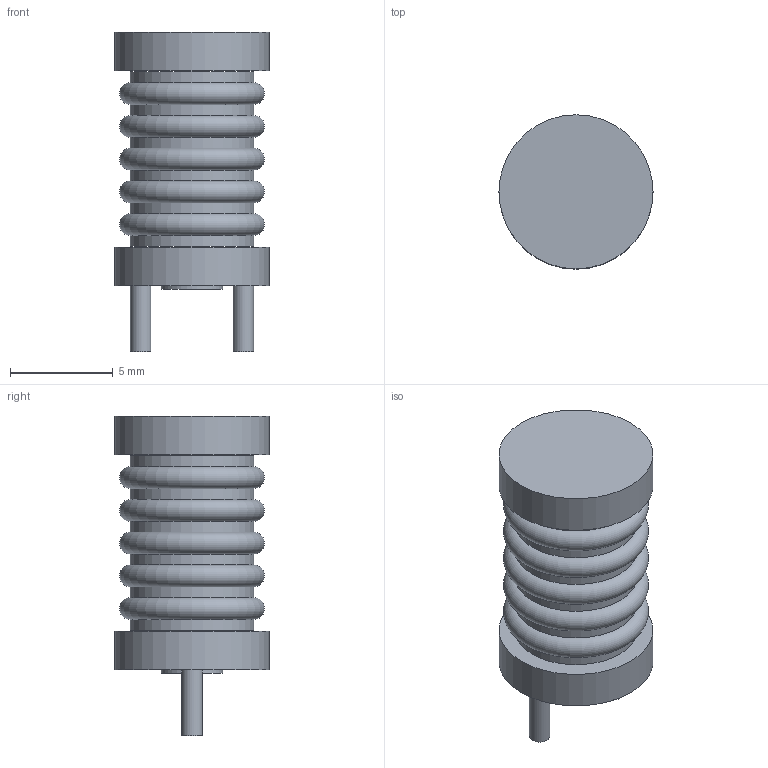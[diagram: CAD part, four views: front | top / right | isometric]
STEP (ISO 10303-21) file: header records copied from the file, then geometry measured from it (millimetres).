
FILE_DESCRIPTION(('FreeCAD Model'),'2;1');
FILE_NAME('L_Radial_D7.5mm_P5.00mm_Fastron_07P.step','2018-01-10T12:08:36',( 'kicad StepUp'),('ksu MCAD'),'Open CASCADE STEP processor 6.8', 'FreeCAD','Unknown');
FILE_SCHEMA(('AUTOMOTIVE_DESIGN_CC2 { 1 2 10303 214 -1 1 5 4 }'));
Length unit declared in the file: millimetre
Products named in the file (1): L_Radial_D7.5mm_P5.00mm_Fastron_07P
Bounding box: 7.5 x 7.5 x 15.55 mm (x, y, z)
Volume: 457.2 mm3; surface area: 571.7 mm2
Topology: 1 solids, 1 shells, 27 faces, 44 edges, 26 vertices
Faces by surface type: cylinder 13, plane 9, torus 5
Full cylindrical faces by diameter (mm): 1 x2, 1.5 x2, 3 x1, 6 x6, 7.5 x2
Entity records: 514 total; most frequent: ORIENTED_EDGE 72, CARTESIAN_POINT 62, EDGE_CURVE 44, AXIS2_PLACEMENT_3D 43, DIRECTION 34, FACE_BOUND 34, EDGE_LOOP 34, CIRCLE 31
